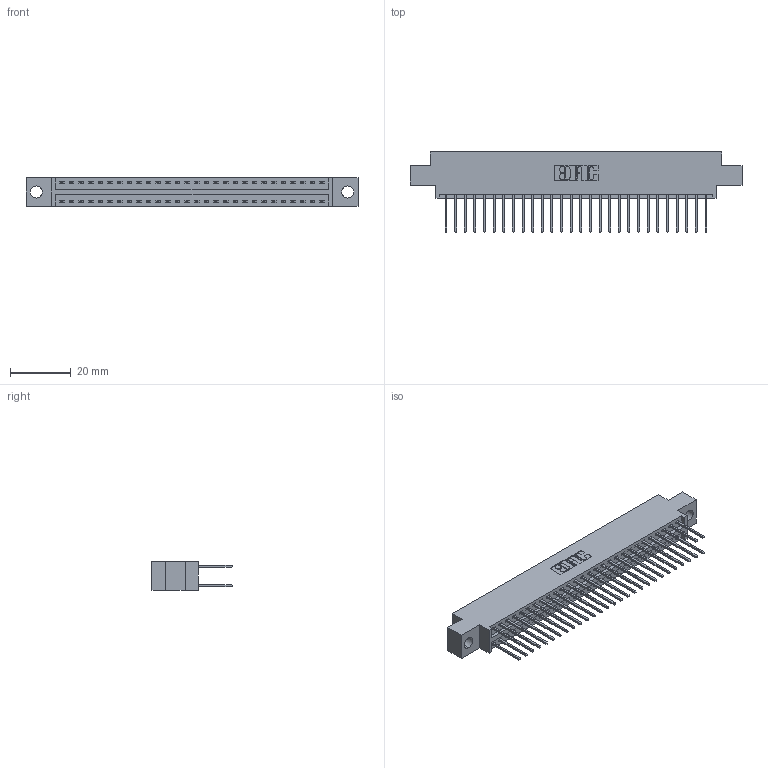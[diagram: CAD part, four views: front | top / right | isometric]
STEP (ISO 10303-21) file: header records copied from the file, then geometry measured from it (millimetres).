
FILE_DESCRIPTION (( 'STEP AP203' ), '1' );
FILE_NAME ('396-056-522-804.STEP', '2018-09-08T09:26:07', ( '' ), ( '' ), 'SwSTEP 2.0', 'SolidWorks 2016', '' );
FILE_SCHEMA (( 'CONFIG_CONTROL_DESIGN' ));
Length unit declared in the file: inch
Products named in the file (3): 346 Part_0.170 Offset - 0.156 Dia-TH; 345-292-001_345-293-122; 396-056-522-804
Assembly tree (57 placements, depth 2):
  396-056-522-804
    346 Part_0.170 Offset - 0.156 Dia-TH
    345-292-001_345-293-122  x56
Bounding box: 109.47 x 26.42 x 9.4 mm (x, y, z)
Volume: 10467.3 mm3; surface area: 14826.2 mm2
Topology: 57 solids, 57 shells, 3038 faces, 9021 edges, 5938 vertices
Faces by surface type: plane 2040, cylinder 998
Entity records: 20311 total; most frequent: CARTESIAN_POINT 3368, ORIENTED_EDGE 3302, DIRECTION 3019, EDGE_CURVE 1651, VECTOR 1407, LINE 1407, VERTEX_POINT 1098, AXIS2_PLACEMENT_3D 806
